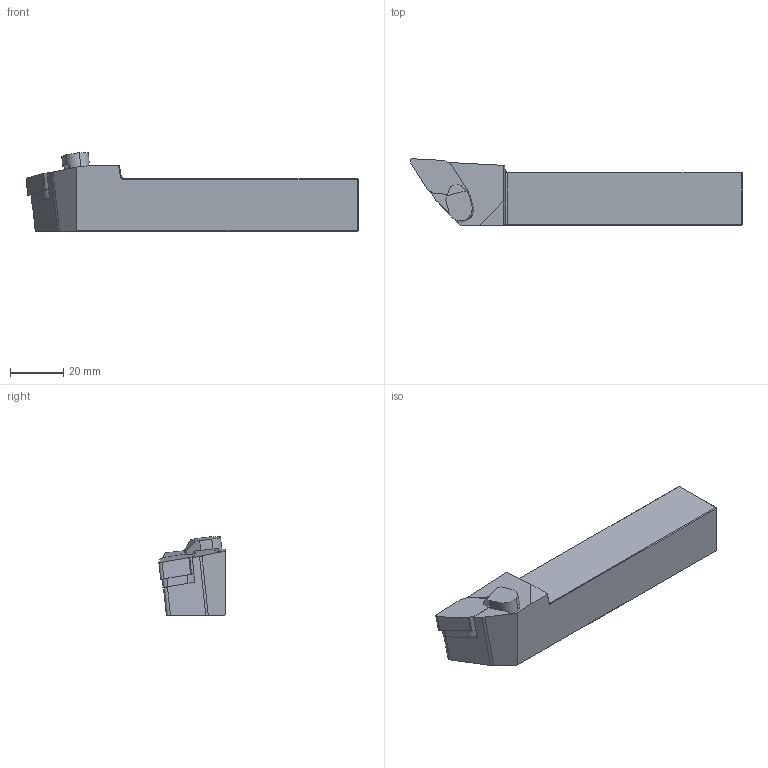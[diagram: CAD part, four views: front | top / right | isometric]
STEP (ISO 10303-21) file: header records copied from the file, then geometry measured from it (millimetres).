
FILE_DESCRIPTION(/* description */ (''),/* implementation_level */ '2;1');
FILE_NAME(/* name */ 'PDJNL-2020-K15C.stp',/* time_stamp */ '2023-09-29T14:26:22+03:00',/* author */ (''),/* organization */ (''),/* preprocessor_version */ 'ST-DEVELOPER v19.4',/* originating_system */ 'SIEMENS PLM Software NX2306.3001',/* authorisation */ '');
FILE_SCHEMA (('AUTOMOTIVE_DESIGN { 1 0 10303 214 3 1 1 1 }'));
Length unit declared in the file: millimetre
Products named in the file (1): PDJNR-2020-K15C
Bounding box: 125 x 25 x 29.72 mm (x, y, z)
Volume: 49802.6 mm3; surface area: 11691.3 mm2
Topology: 2 solids, 2 shells, 76 faces, 195 edges, 123 vertices
Faces by surface type: plane 55, cylinder 18, cone 2, bspline 1
Entity records: 2331 total; most frequent: CARTESIAN_POINT 441, ORIENTED_EDGE 390, DIRECTION 382, EDGE_CURVE 195, LINE 146, VECTOR 146, VERTEX_POINT 123, AXIS2_PLACEMENT_3D 118
